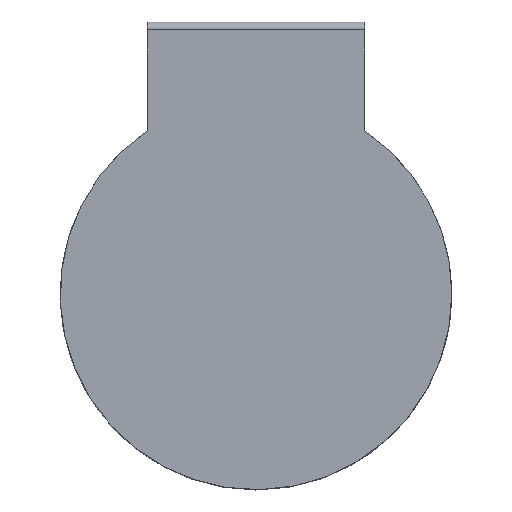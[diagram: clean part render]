
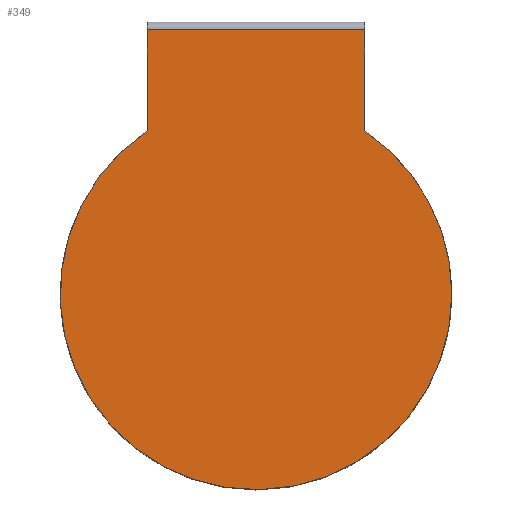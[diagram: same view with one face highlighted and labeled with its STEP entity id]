
A CAD part, top view. The second image highlights one B-rep face of the part: STEP entity #349.
In plain terms, the highlighted planar face has unit normal (0, 0, 1).
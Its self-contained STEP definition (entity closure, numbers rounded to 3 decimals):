
#13=DIRECTION('',(0.,0.,1.));
#53=DIRECTION('',(1.,0.,0.));
#56=VERTEX_POINT('',#57);
#57=CARTESIAN_POINT('',(4.5,-2.,4.53));
#61=ORIENTED_EDGE('',*,*,#62,.T.);
#62=EDGE_CURVE('',#56,#63,#65,.T.);
#63=VERTEX_POINT('',#64);
#64=CARTESIAN_POINT('',(2.487,1.75,4.53));
#65=CIRCLE('',#66,4.5);
#66=AXIS2_PLACEMENT_3D('',#67,#13,#53);
#67=CARTESIAN_POINT('',(0.,-2.,4.53));
#83=VERTEX_POINT('',#84);
#84=CARTESIAN_POINT('',(-2.487,1.75,4.53));
#87=ORIENTED_EDGE('',*,*,#88,.T.);
#88=EDGE_CURVE('',#83,#56,#65,.T.);
#167=VECTOR('',#168,1.);
#168=DIRECTION('',(0.,1.,0.));
#193=DIRECTION('',(-1.,0.,0.));
#228=VECTOR('',#193,1.);
#235=VECTOR('',#53,1.);
#244=VECTOR('',#245,1.);
#245=DIRECTION('',(0.,-1.,0.));
#349=ADVANCED_FACE('',(#350),#375,.T.);
#350=FACE_BOUND('',#351,.T.);
#351=EDGE_LOOP('',(#352,#359,#364,#370,#87,#61,#373));
#352=ORIENTED_EDGE('',*,*,#353,.T.);
#353=EDGE_CURVE('',#354,#356,#358,.T.);
#354=VERTEX_POINT('',#355);
#355=CARTESIAN_POINT('',(2.5,1.75,4.53));
#356=VERTEX_POINT('',#357);
#357=CARTESIAN_POINT('',(2.5,4.07,4.53));
#358=LINE('',#355,#167);
#359=ORIENTED_EDGE('',*,*,#360,.T.);
#360=EDGE_CURVE('',#356,#361,#363,.T.);
#361=VERTEX_POINT('',#362);
#362=CARTESIAN_POINT('',(-2.5,4.07,4.53));
#363=LINE('',#357,#228);
#364=ORIENTED_EDGE('',*,*,#365,.T.);
#365=EDGE_CURVE('',#361,#366,#368,.T.);
#366=VERTEX_POINT('',#367);
#367=CARTESIAN_POINT('',(-2.5,1.75,4.53));
#368=LINE('',#369,#244);
#369=CARTESIAN_POINT('',(-2.5,4.25,4.53));
#370=ORIENTED_EDGE('',*,*,#371,.T.);
#371=EDGE_CURVE('',#366,#83,#372,.T.);
#372=LINE('',#367,#235);
#373=ORIENTED_EDGE('',*,*,#374,.T.);
#374=EDGE_CURVE('',#63,#354,#372,.T.);
#375=PLANE('',#376);
#376=AXIS2_PLACEMENT_3D('',#377,#378,#379);
#377=CARTESIAN_POINT('',(0.114,-0.702,4.53));
#378=DIRECTION('',(0.,0.,1.));
#379=DIRECTION('',(1.,0.,0.));
